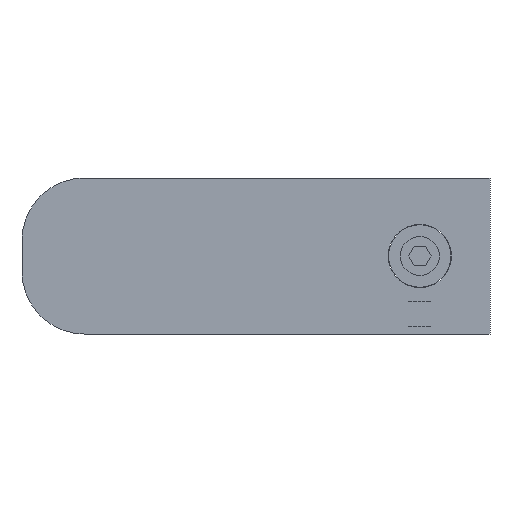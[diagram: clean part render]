
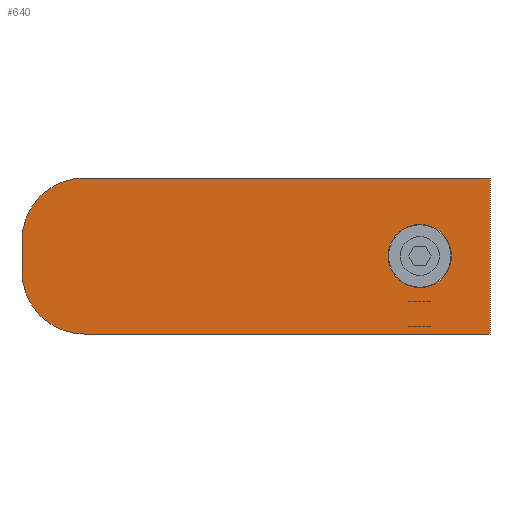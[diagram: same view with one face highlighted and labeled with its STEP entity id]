
A CAD part, left-side view. The second image highlights one B-rep face of the part: STEP entity #640.
In plain terms, the highlighted face is planar.
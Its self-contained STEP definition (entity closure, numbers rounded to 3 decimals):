
#7 = DIRECTION ( 'NONE',  ( 0., 0., -1. ) ) ;
#56 = EDGE_CURVE ( 'NONE', #1562, #1542, #861, .T. ) ;
#143 = CARTESIAN_POINT ( 'NONE',  ( 30., 4., -10. ) ) ;
#169 = DIRECTION ( 'NONE',  ( 0., 0., -1. ) ) ;
#175 = CARTESIAN_POINT ( 'NONE',  ( -22., 4., 2. ) ) ;
#201 = AXIS2_PLACEMENT_3D ( 'NONE', #1556, #235, #1006 ) ;
#207 = CARTESIAN_POINT ( 'NONE',  ( -30., 4., -10. ) ) ;
#235 = DIRECTION ( 'NONE',  ( 0., 1., 0. ) ) ;
#241 = CIRCLE ( 'NONE', #791, 8. ) ;
#243 = CIRCLE ( 'NONE', #1205, 4.05 ) ;
#258 = DIRECTION ( 'NONE',  ( 0., -1., 0. ) ) ;
#269 = VERTEX_POINT ( 'NONE', #577 ) ;
#280 = CARTESIAN_POINT ( 'NONE',  ( -30., 4., 10. ) ) ;
#301 = VERTEX_POINT ( 'NONE', #460 ) ;
#318 = EDGE_CURVE ( 'NONE', #1542, #1451, #1239, .T. ) ;
#324 = DIRECTION ( 'NONE',  ( 0., 0., -1. ) ) ;
#361 = EDGE_LOOP ( 'NONE', ( #1442, #527, #662, #1525, #1256, #936 ) ) ;
#460 = CARTESIAN_POINT ( 'NONE',  ( -30., 4., 2. ) ) ;
#468 = EDGE_CURVE ( 'NONE', #1451, #1267, #241, .T. ) ;
#475 = CARTESIAN_POINT ( 'NONE',  ( 21., 4., -4.05 ) ) ;
#504 = CIRCLE ( 'NONE', #201, 4.05 ) ;
#521 = EDGE_LOOP ( 'NONE', ( #1172, #1614 ) ) ;
#527 = ORIENTED_EDGE ( 'NONE', *, *, #1279, .T. ) ;
#559 = LINE ( 'NONE', #280, #678 ) ;
#561 = VECTOR ( 'NONE', #1285, 1000. ) ;
#577 = CARTESIAN_POINT ( 'NONE',  ( 21., 4., 4.05 ) ) ;
#588 = CARTESIAN_POINT ( 'NONE',  ( -30., 4., -2. ) ) ;
#640 = ADVANCED_FACE ( 'NONE', ( #1269, #1147 ), #1558, .F. ) ;
#662 = ORIENTED_EDGE ( 'NONE', *, *, #1360, .T. ) ;
#678 = VECTOR ( 'NONE', #1057, 1000. ) ;
#690 = EDGE_CURVE ( 'NONE', #1721, #269, #243, .T. ) ;
#692 = DIRECTION ( 'NONE',  ( 0., 1., 0. ) ) ;
#746 = EDGE_CURVE ( 'NONE', #1267, #301, #559, .T. ) ;
#791 = AXIS2_PLACEMENT_3D ( 'NONE', #823, #950, #7 ) ;
#823 = CARTESIAN_POINT ( 'NONE',  ( -22., 4., -2. ) ) ;
#861 = LINE ( 'NONE', #1388, #1002 ) ;
#910 = CARTESIAN_POINT ( 'NONE',  ( -22., 4., 10. ) ) ;
#936 = ORIENTED_EDGE ( 'NONE', *, *, #468, .T. ) ;
#938 = AXIS2_PLACEMENT_3D ( 'NONE', #175, #692, #169 ) ;
#940 = CARTESIAN_POINT ( 'NONE',  ( 21., 4., 0. ) ) ;
#950 = DIRECTION ( 'NONE',  ( 0., 1., 0. ) ) ;
#966 = DIRECTION ( 'NONE',  ( -1., 0., 0. ) ) ;
#1002 = VECTOR ( 'NONE', #324, 1000. ) ;
#1006 = DIRECTION ( 'NONE',  ( 0., 0., 1. ) ) ;
#1029 = CARTESIAN_POINT ( 'NONE',  ( -30., 4., 10. ) ) ;
#1057 = DIRECTION ( 'NONE',  ( 0., 0., 1. ) ) ;
#1077 = DIRECTION ( 'NONE',  ( 0., 0., 1. ) ) ;
#1091 = VECTOR ( 'NONE', #966, 1000. ) ;
#1147 = FACE_OUTER_BOUND ( 'NONE', #361, .T. ) ;
#1172 = ORIENTED_EDGE ( 'NONE', *, *, #1328, .F. ) ;
#1190 = CIRCLE ( 'NONE', #938, 8. ) ;
#1205 = AXIS2_PLACEMENT_3D ( 'NONE', #940, #1336, #1077 ) ;
#1239 = LINE ( 'NONE', #207, #1091 ) ;
#1256 = ORIENTED_EDGE ( 'NONE', *, *, #318, .T. ) ;
#1267 = VERTEX_POINT ( 'NONE', #588 ) ;
#1269 = FACE_BOUND ( 'NONE', #521, .T. ) ;
#1279 = EDGE_CURVE ( 'NONE', #301, #1466, #1190, .T. ) ;
#1285 = DIRECTION ( 'NONE',  ( 1., 0., 0. ) ) ;
#1328 = EDGE_CURVE ( 'NONE', #269, #1721, #504, .T. ) ;
#1336 = DIRECTION ( 'NONE',  ( 0., 1., 0. ) ) ;
#1344 = CARTESIAN_POINT ( 'NONE',  ( 30., 4., 10. ) ) ;
#1360 = EDGE_CURVE ( 'NONE', #1466, #1562, #1549, .T. ) ;
#1388 = CARTESIAN_POINT ( 'NONE',  ( 30., 4., 10. ) ) ;
#1407 = DIRECTION ( 'NONE',  ( 0., 0., -1. ) ) ;
#1442 = ORIENTED_EDGE ( 'NONE', *, *, #746, .T. ) ;
#1451 = VERTEX_POINT ( 'NONE', #1607 ) ;
#1460 = AXIS2_PLACEMENT_3D ( 'NONE', #1570, #258, #1407 ) ;
#1466 = VERTEX_POINT ( 'NONE', #910 ) ;
#1525 = ORIENTED_EDGE ( 'NONE', *, *, #56, .T. ) ;
#1542 = VERTEX_POINT ( 'NONE', #143 ) ;
#1549 = LINE ( 'NONE', #1029, #561 ) ;
#1556 = CARTESIAN_POINT ( 'NONE',  ( 21., 4., 0. ) ) ;
#1558 = PLANE ( 'NONE',  #1460 ) ;
#1562 = VERTEX_POINT ( 'NONE', #1344 ) ;
#1570 = CARTESIAN_POINT ( 'NONE',  ( 30., 4., -10. ) ) ;
#1607 = CARTESIAN_POINT ( 'NONE',  ( -22., 4., -10. ) ) ;
#1614 = ORIENTED_EDGE ( 'NONE', *, *, #690, .F. ) ;
#1721 = VERTEX_POINT ( 'NONE', #475 ) ;
